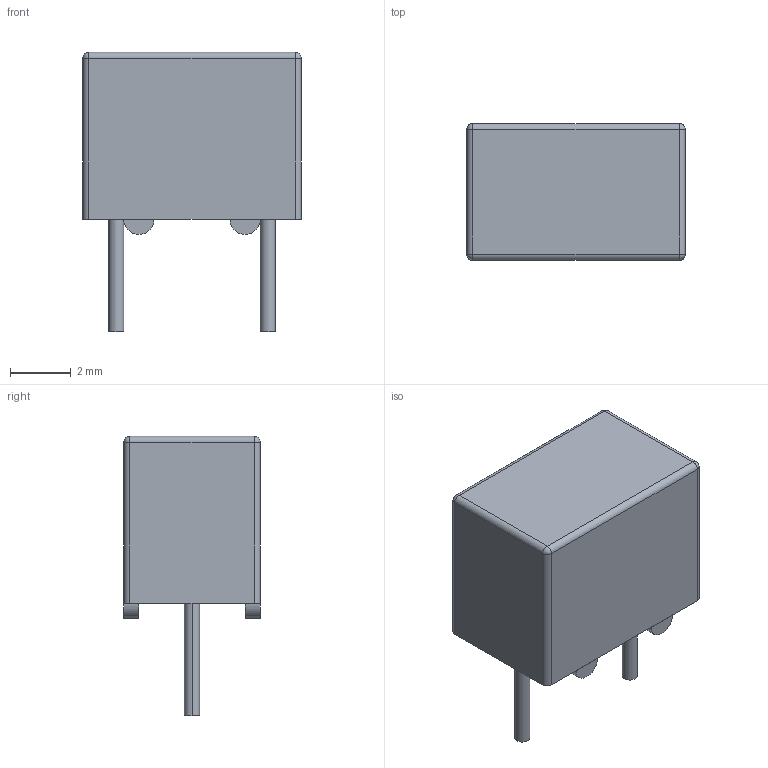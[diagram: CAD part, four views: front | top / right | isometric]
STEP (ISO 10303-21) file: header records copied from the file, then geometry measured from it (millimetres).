
FILE_DESCRIPTION((''),'2;1');
FILE_NAME('CAPR500-450X720X600_a.stp','2014-10-21T12:57:23',(''),(''),'Mechanical Desktop 2011','Mechanical Desktop 2011',', , ');
FILE_SCHEMA(('AUTOMOTIVE_DESIGN { 1 2 10303 214 1 1 1 1 }'));
Length unit declared in the file: millimetre
Products named in the file (1): Product
Bounding box: 7.2 x 4.5 x 9.2 mm (x, y, z)
Volume: 180.1 mm3; surface area: 210.2 mm2
Topology: 7 solids, 7 shells, 42 faces, 76 edges, 44 vertices
Faces by surface type: bspline 18, cylinder 14, plane 6, sphere 4
Entity records: 1064 total; most frequent: CARTESIAN_POINT 241, DIRECTION 154, ORIENTED_EDGE 144, EDGE_CURVE 72, AXIS2_PLACEMENT_3D 57, VERTEX_POINT 44, EDGE_LOOP 42, FACE_OUTER_BOUND 42
